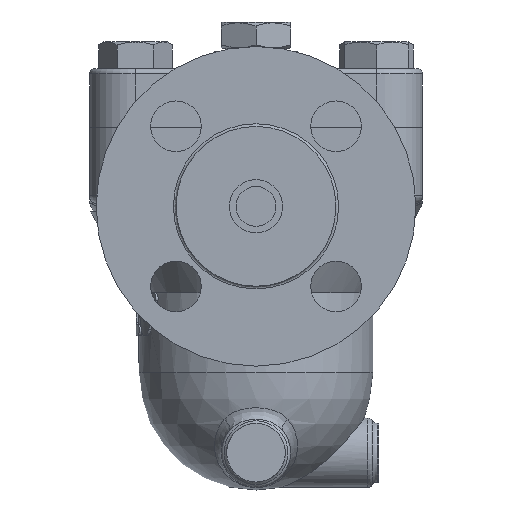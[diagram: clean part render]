
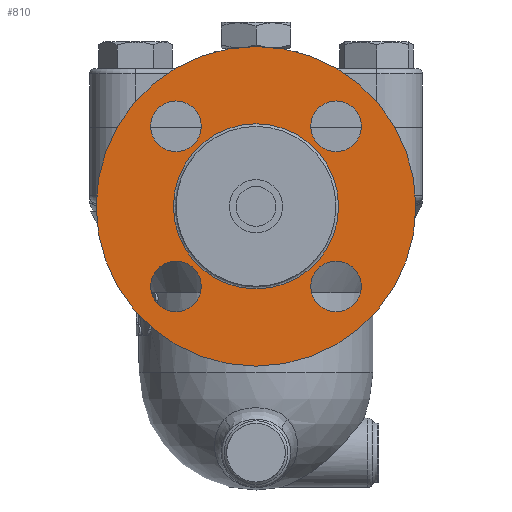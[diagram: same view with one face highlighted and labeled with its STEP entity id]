
A CAD part, left-side view. The second image highlights one B-rep face of the part: STEP entity #810.
In plain terms, the highlighted free-form (B-spline) face has degree [1, 1] with [2, 2] control points.
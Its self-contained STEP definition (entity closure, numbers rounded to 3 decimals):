
#664=CARTESIAN_POINT('',(-121.,0.0,30.5));
#665=VERTEX_POINT('',#664);
#666=CARTESIAN_POINT('',(-121.,0.0,-29.5));
#667=DIRECTION('',(-1.0,0.0,0.0));
#668=DIRECTION('',(0.0,0.0,1.0));
#669=AXIS2_PLACEMENT_3D('',#666,#667,#668);
#670=CIRCLE('',#669,60.);
#671=EDGE_CURVE('',#665,#665,#670,.T.);
#732=CARTESIAN_POINT('',(-121.,0.0,1.5));
#733=VERTEX_POINT('',#732);
#734=CARTESIAN_POINT('',(-121.,0.0,-29.5));
#735=DIRECTION('',(-1.0,0.0,0.0));
#736=DIRECTION('',(0.0,0.0,-1.0));
#737=AXIS2_PLACEMENT_3D('',#734,#735,#736);
#738=CIRCLE('',#737,31.);
#739=EDGE_CURVE('',#733,#733,#738,.T.);
#755=CARTESIAN_POINT('',(-121.,60.,30.5));
#756=CARTESIAN_POINT('',(-121.,60.,-89.5));
#757=CARTESIAN_POINT('',(-121.,-60.,30.5));
#758=CARTESIAN_POINT('',(-121.,-60.,-89.5));
#759=B_SPLINE_SURFACE_WITH_KNOTS('',1,1,((#755,#757),(#756,#758)),.UNSPECIFIED.,.F.,.F.,.U.,(2,2),(2,2),(0.0,120.),(0.0,120.),.UNSPECIFIED.);
#760=ORIENTED_EDGE('',*,*,#671,.T.);
#761=EDGE_LOOP('',(#760));
#762=FACE_OUTER_BOUND('',#761,.T.);
#763=CARTESIAN_POINT('',(-121.,-30.052,-8.948));
#764=VERTEX_POINT('',#763);
#765=CARTESIAN_POINT('',(-121.,-30.052,0.552));
#766=DIRECTION('',(1.0,0.0,0.0));
#767=DIRECTION('',(0.0,0.0,-1.0));
#768=AXIS2_PLACEMENT_3D('',#765,#766,#767);
#769=CIRCLE('',#768,9.5);
#770=EDGE_CURVE('',#764,#764,#769,.T.);
#771=ORIENTED_EDGE('',*,*,#770,.T.);
#772=EDGE_LOOP('',(#771));
#773=FACE_BOUND('',#772,.T.);
#774=CARTESIAN_POINT('',(-121.,20.552,0.552));
#775=VERTEX_POINT('',#774);
#776=CARTESIAN_POINT('',(-121.,30.052,0.552));
#777=DIRECTION('',(1.0,0.0,0.0));
#778=DIRECTION('',(0.0,-1.0,0.0));
#779=AXIS2_PLACEMENT_3D('',#776,#777,#778);
#780=CIRCLE('',#779,9.5);
#781=EDGE_CURVE('',#775,#775,#780,.T.);
#782=ORIENTED_EDGE('',*,*,#781,.T.);
#783=EDGE_LOOP('',(#782));
#784=FACE_BOUND('',#783,.T.);
#785=CARTESIAN_POINT('',(-121.,30.052,-50.052));
#786=VERTEX_POINT('',#785);
#787=CARTESIAN_POINT('',(-121.,30.052,-59.552));
#788=DIRECTION('',(1.0,0.0,0.0));
#789=DIRECTION('',(0.0,0.0,1.0));
#790=AXIS2_PLACEMENT_3D('',#787,#788,#789);
#791=CIRCLE('',#790,9.5);
#792=EDGE_CURVE('',#786,#786,#791,.T.);
#793=ORIENTED_EDGE('',*,*,#792,.T.);
#794=EDGE_LOOP('',(#793));
#795=FACE_BOUND('',#794,.T.);
#796=CARTESIAN_POINT('',(-121.,-20.552,-59.552));
#797=VERTEX_POINT('',#796);
#798=CARTESIAN_POINT('',(-121.,-30.052,-59.552));
#799=DIRECTION('',(1.0,0.0,0.0));
#800=DIRECTION('',(0.0,1.0,0.0));
#801=AXIS2_PLACEMENT_3D('',#798,#799,#800);
#802=CIRCLE('',#801,9.5);
#803=EDGE_CURVE('',#797,#797,#802,.T.);
#804=ORIENTED_EDGE('',*,*,#803,.T.);
#805=EDGE_LOOP('',(#804));
#806=FACE_BOUND('',#805,.T.);
#807=ORIENTED_EDGE('',*,*,#739,.F.);
#808=EDGE_LOOP('',(#807));
#809=FACE_BOUND('',#808,.T.);
#810=ADVANCED_FACE('',(#762,#773,#784,#795,#806,#809),#759,.T.);
